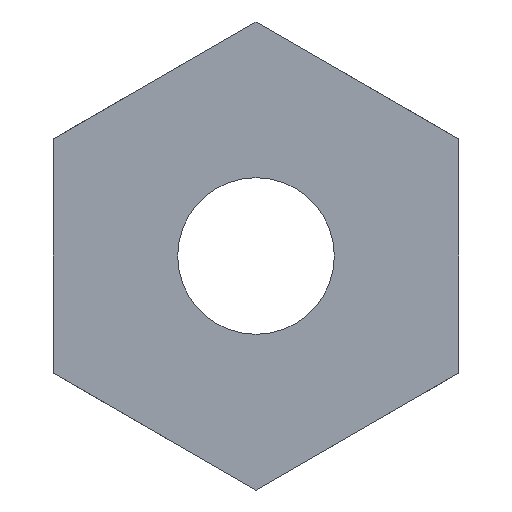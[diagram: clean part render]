
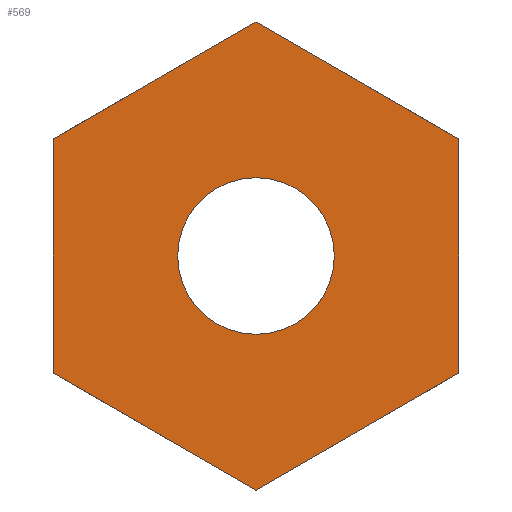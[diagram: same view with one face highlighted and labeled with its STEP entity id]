
A CAD part, front view. The second image highlights one B-rep face of the part: STEP entity #569.
In plain terms, the highlighted planar face has unit normal (0, -1, 0).
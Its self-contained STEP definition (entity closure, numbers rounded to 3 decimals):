
#14=DIRECTION('',(-0.866,0.,-0.5));
#15=VECTOR('',#14,5.499);
#16=CARTESIAN_POINT('',(4.763,0.,-2.75));
#17=LINE('',#16,#15);
#18=DIRECTION('',(-0.866,0.,0.5));
#19=VECTOR('',#18,5.499);
#20=CARTESIAN_POINT('',(0.,0.,-5.499));
#21=LINE('',#20,#19);
#22=DIRECTION('',(0.,0.,1.));
#23=VECTOR('',#22,5.499);
#24=CARTESIAN_POINT('',(-4.763,0.,-2.75));
#25=LINE('',#24,#23);
#26=DIRECTION('',(0.866,0.,0.5));
#27=VECTOR('',#26,5.499);
#28=CARTESIAN_POINT('',(-4.763,0.,2.75));
#29=LINE('',#28,#27);
#30=DIRECTION('',(0.866,0.,-0.5));
#31=VECTOR('',#30,5.499);
#32=CARTESIAN_POINT('',(0.,0.,5.499));
#33=LINE('',#32,#31);
#34=DIRECTION('',(0.,0.,-1.));
#35=VECTOR('',#34,5.499);
#36=CARTESIAN_POINT('',(4.763,0.,2.75));
#37=LINE('',#36,#35);
#38=CARTESIAN_POINT('',(0.,0.,0.));
#39=DIRECTION('',(0.,-1.,0.));
#40=DIRECTION('',(0.,0.,-1.));
#41=AXIS2_PLACEMENT_3D('',#38,#39,#40);
#43=CARTESIAN_POINT('',(0.,0.,0.));
#44=DIRECTION('',(0.,-1.,0.));
#45=DIRECTION('',(0.,0.,1.));
#46=AXIS2_PLACEMENT_3D('',#43,#44,#45);
#460=CARTESIAN_POINT('',(4.763,0.,-2.75));
#461=CARTESIAN_POINT('',(0.,0.,-5.499));
#462=VERTEX_POINT('',#460);
#463=VERTEX_POINT('',#461);
#464=CARTESIAN_POINT('',(-4.763,0.,-2.75));
#465=VERTEX_POINT('',#464);
#466=CARTESIAN_POINT('',(-4.763,0.,2.75));
#467=VERTEX_POINT('',#466);
#468=CARTESIAN_POINT('',(0.,0.,5.499));
#469=VERTEX_POINT('',#468);
#470=CARTESIAN_POINT('',(4.763,0.,2.75));
#471=VERTEX_POINT('',#470);
#472=CARTESIAN_POINT('',(0.,0.,-1.84));
#473=CARTESIAN_POINT('',(0.,0.,1.84));
#474=VERTEX_POINT('',#472);
#475=VERTEX_POINT('',#473);
#544=CARTESIAN_POINT('',(0.,0.,-5.499));
#545=DIRECTION('',(0.,1.,0.));
#546=DIRECTION('',(0.,0.,1.));
#547=AXIS2_PLACEMENT_3D('',#544,#545,#546);
#548=PLANE('',#547);
#550=ORIENTED_EDGE('',*,*,#549,.T.);
#552=ORIENTED_EDGE('',*,*,#551,.T.);
#554=ORIENTED_EDGE('',*,*,#553,.T.);
#556=ORIENTED_EDGE('',*,*,#555,.T.);
#558=ORIENTED_EDGE('',*,*,#557,.T.);
#560=ORIENTED_EDGE('',*,*,#559,.T.);
#561=EDGE_LOOP('',(#550,#552,#554,#556,#558,#560));
#562=FACE_OUTER_BOUND('',#561,.F.);
#564=ORIENTED_EDGE('',*,*,#563,.T.);
#566=ORIENTED_EDGE('',*,*,#565,.T.);
#567=EDGE_LOOP('',(#564,#566));
#568=FACE_BOUND('',#567,.F.);
#569=ADVANCED_FACE('',(#562,#568),#548,.F.);
#42=CIRCLE('',#41,1.84);
#47=CIRCLE('',#46,1.84);
#549=EDGE_CURVE('',#462,#463,#17,.T.);
#551=EDGE_CURVE('',#463,#465,#21,.T.);
#553=EDGE_CURVE('',#465,#467,#25,.T.);
#555=EDGE_CURVE('',#467,#469,#29,.T.);
#557=EDGE_CURVE('',#469,#471,#33,.T.);
#559=EDGE_CURVE('',#471,#462,#37,.T.);
#563=EDGE_CURVE('',#474,#475,#42,.T.);
#565=EDGE_CURVE('',#475,#474,#47,.T.);
